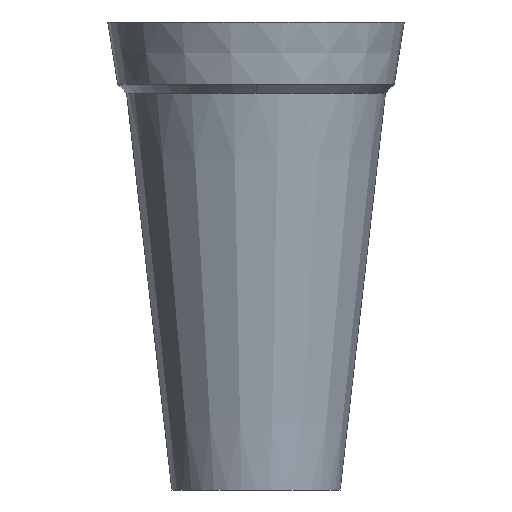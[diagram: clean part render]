
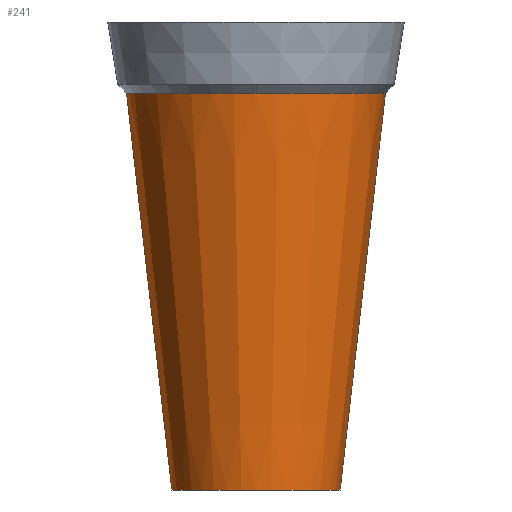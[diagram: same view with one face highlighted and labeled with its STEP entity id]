
A CAD part, front view. The second image highlights one B-rep face of the part: STEP entity #241.
In plain terms, the highlighted conical face has half-angle 6.5 degrees and reference radius 41.489 mm.
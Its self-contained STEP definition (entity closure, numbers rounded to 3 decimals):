
#4 = CONICAL_SURFACE ( 'NONE', #449, 41.489, 0.113 ) ;
#14 = VERTEX_POINT ( 'NONE', #257 ) ;
#28 = CARTESIAN_POINT ( 'NONE',  ( 0., 0., 0. ) ) ;
#30 = AXIS2_PLACEMENT_3D ( 'NONE', #69, #338, #109 ) ;
#36 = CARTESIAN_POINT ( 'NONE',  ( -41.489, 0., 127.172 ) ) ;
#61 = DIRECTION ( 'NONE',  ( 1., 0., 0. ) ) ;
#66 = CARTESIAN_POINT ( 'NONE',  ( -41.489, 0., 127.172 ) ) ;
#69 = CARTESIAN_POINT ( 'NONE',  ( 0., 0., 127.172 ) ) ;
#73 = ORIENTED_EDGE ( 'NONE', *, *, #307, .F. ) ;
#74 = VECTOR ( 'NONE', #322, 1000. ) ;
#81 = ORIENTED_EDGE ( 'NONE', *, *, #386, .T. ) ;
#83 = CIRCLE ( 'NONE', #30, 41.489 ) ;
#100 = VERTEX_POINT ( 'NONE', #301 ) ;
#101 = DIRECTION ( 'NONE',  ( 1., 0., 0. ) ) ;
#105 = CARTESIAN_POINT ( 'NONE',  ( -27., 0., 0. ) ) ;
#109 = DIRECTION ( 'NONE',  ( -0.878, -0.479, 0. ) ) ;
#132 = DIRECTION ( 'NONE',  ( 0., 0., -1. ) ) ;
#139 = CARTESIAN_POINT ( 'NONE',  ( 0., -41.489, 127.172 ) ) ;
#167 = CARTESIAN_POINT ( 'NONE',  ( 41.489, 0., 127.172 ) ) ;
#188 = LINE ( 'NONE', #36, #276 ) ;
#212 = ORIENTED_EDGE ( 'NONE', *, *, #363, .T. ) ;
#217 = CARTESIAN_POINT ( 'NONE',  ( 0., 0., 127.172 ) ) ;
#233 = AXIS2_PLACEMENT_3D ( 'NONE', #366, #132, #404 ) ;
#241 = ADVANCED_FACE ( 'NONE', ( #313 ), #4, .T. ) ;
#248 = VERTEX_POINT ( 'NONE', #139 ) ;
#257 = CARTESIAN_POINT ( 'NONE',  ( 41.489, 0., 127.172 ) ) ;
#276 = VECTOR ( 'NONE', #421, 1000. ) ;
#283 = EDGE_CURVE ( 'NONE', #14, #248, #83, .T. ) ;
#291 = DIRECTION ( 'NONE',  ( 0., 0., 1. ) ) ;
#301 = CARTESIAN_POINT ( 'NONE',  ( 27., 0., 0. ) ) ;
#307 = EDGE_CURVE ( 'NONE', #483, #479, #188, .T. ) ;
#311 = AXIS2_PLACEMENT_3D ( 'NONE', #28, #291, #61 ) ;
#313 = FACE_OUTER_BOUND ( 'NONE', #478, .T. ) ;
#322 = DIRECTION ( 'NONE',  ( 0.113, 0., 0.994 ) ) ;
#331 = DIRECTION ( 'NONE',  ( 0., 0., 1. ) ) ;
#338 = DIRECTION ( 'NONE',  ( 0., 0., -1. ) ) ;
#354 = LINE ( 'NONE', #167, #74 ) ;
#363 = EDGE_CURVE ( 'NONE', #248, #479, #444, .T. ) ;
#366 = CARTESIAN_POINT ( 'NONE',  ( 0., 0., 127.172 ) ) ;
#386 = EDGE_CURVE ( 'NONE', #100, #14, #354, .T. ) ;
#388 = ORIENTED_EDGE ( 'NONE', *, *, #283, .T. ) ;
#404 = DIRECTION ( 'NONE',  ( -0.878, -0.479, 0. ) ) ;
#409 = ORIENTED_EDGE ( 'NONE', *, *, #422, .T. ) ;
#417 = CIRCLE ( 'NONE', #311, 27. ) ;
#421 = DIRECTION ( 'NONE',  ( -0.113, 0., 0.994 ) ) ;
#422 = EDGE_CURVE ( 'NONE', #483, #100, #417, .T. ) ;
#444 = CIRCLE ( 'NONE', #233, 41.489 ) ;
#449 = AXIS2_PLACEMENT_3D ( 'NONE', #217, #331, #101 ) ;
#478 = EDGE_LOOP ( 'NONE', ( #73, #409, #81, #388, #212 ) ) ;
#479 = VERTEX_POINT ( 'NONE', #66 ) ;
#483 = VERTEX_POINT ( 'NONE', #105 ) ;
